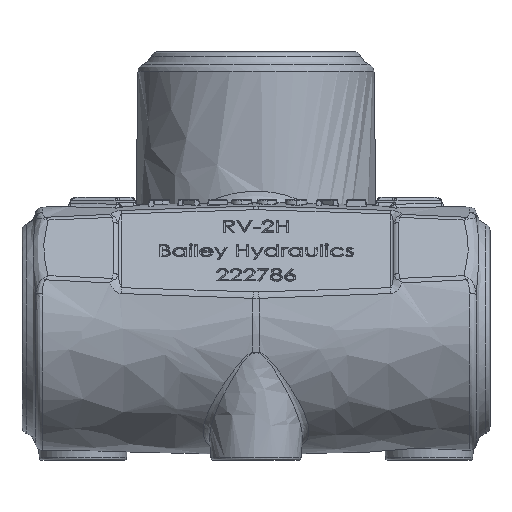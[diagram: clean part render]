
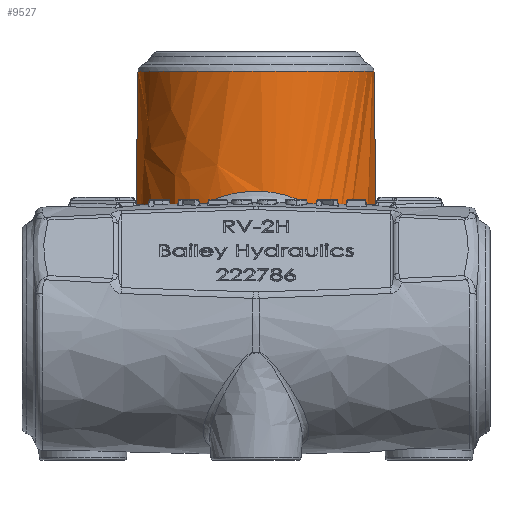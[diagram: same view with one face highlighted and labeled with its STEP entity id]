
A CAD part, front view. The second image highlights one B-rep face of the part: STEP entity #9527.
In plain terms, the highlighted free-form (B-spline) face has degree [2, 1] with [5, 2] control points.
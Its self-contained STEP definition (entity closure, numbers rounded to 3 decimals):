
#9286 = VERTEX_POINT('',#9287);
#9287 = CARTESIAN_POINT('',(26.903,38.41,
    15.299));
#9300 = VERTEX_POINT('',#9301);
#9301 = CARTESIAN_POINT('',(-26.903,38.41,
    15.299));
#9312 = EDGE_CURVE('',#9300,#9286,#9313,.T.);
#9313 = B_SPLINE_CURVE_WITH_KNOTS('',3,(#9314,#9315,#9316,#9317,#9318,
    #9319,#9320,#9321,#9322,#9323,#9324,#9325,#9326,#9327,#9328,#9329,
    #9330,#9331,#9332,#9333,#9334,#9335,#9336,#9337,#9338,#9339,#9340,
    #9341,#9342,#9343,#9344,#9345,#9346,#9347,#9348,#9349,#9350,#9351,
    #9352,#9353,#9354,#9355,#9356,#9357,#9358,#9359,#9360,#9361,#9362,
    #9363),.UNSPECIFIED.,.F.,.F.,(4,2,2,2,2,2,2,2,2,2,2,2,2,2,2,2,2,2,2,
    2,2,2,2,2,4),(0.16,0.168,0.169,
    0.17,0.171,0.171,0.171,
    0.175,0.177,0.179,0.182,
    0.184,0.186,0.188,0.189,
    0.19,0.193,0.195,0.197,
    0.201,0.204,0.208,0.21,
    0.212,0.219),.UNSPECIFIED.);
#9314 = CARTESIAN_POINT('',(-26.903,38.41,
    15.299));
#9315 = CARTESIAN_POINT('',(-25.9,36.357,
    17.528));
#9316 = CARTESIAN_POINT('',(-24.648,34.38,
    19.7));
#9317 = CARTESIAN_POINT('',(-22.69,32.012,
    22.308));
#9318 = CARTESIAN_POINT('',(-22.279,31.544,
    22.825));
#9319 = CARTESIAN_POINT('',(-21.633,30.855,
    23.585));
#9320 = CARTESIAN_POINT('',(-21.413,30.628,
    23.836));
#9321 = CARTESIAN_POINT('',(-21.076,30.29,
    24.209));
#9322 = CARTESIAN_POINT('',(-20.962,30.178,
    24.333));
#9323 = CARTESIAN_POINT('',(-20.79,30.011,
    24.517));
#9324 = CARTESIAN_POINT('',(-20.73,29.953,
    24.581));
#9325 = CARTESIAN_POINT('',(-20.611,29.84,
    24.706));
#9326 = CARTESIAN_POINT('',(-20.551,29.784,
    24.769));
#9327 = CARTESIAN_POINT('',(-19.532,28.827,
    25.826));
#9328 = CARTESIAN_POINT('',(-18.495,27.973,
    26.772));
#9329 = CARTESIAN_POINT('',(-16.807,26.771,
    28.104));
#9330 = CARTESIAN_POINT('',(-16.221,26.384,
    28.533));
#9331 = CARTESIAN_POINT('',(-15.001,25.638,
    29.36));
#9332 = CARTESIAN_POINT('',(-14.368,25.282,
    29.755));
#9333 = CARTESIAN_POINT('',(-12.415,24.276,
    30.871));
#9334 = CARTESIAN_POINT('',(-11.035,23.684,
    31.528));
#9335 = CARTESIAN_POINT('',(-8.823,22.939,
    32.356));
#9336 = CARTESIAN_POINT('',(-8.063,22.715,
    32.604));
#9337 = CARTESIAN_POINT('',(-6.526,22.33,
    33.033));
#9338 = CARTESIAN_POINT('',(-5.746,22.166,
    33.215));
#9339 = CARTESIAN_POINT('',(-4.159,21.9,
    33.51));
#9340 = CARTESIAN_POINT('',(-3.354,21.798,
    33.624));
#9341 = CARTESIAN_POINT('',(-2.124,21.693,
    33.74));
#9342 = CARTESIAN_POINT('',(-1.71,21.667,
    33.77));
#9343 = CARTESIAN_POINT('',(-0.886,21.631,
    33.809));
#9344 = CARTESIAN_POINT('',(-0.476,21.622,
    33.82));
#9345 = CARTESIAN_POINT('',(1.572,21.617,
    33.825));
#9346 = CARTESIAN_POINT('',(3.191,21.747,
    33.68));
#9347 = CARTESIAN_POINT('',(5.592,22.136,
    33.248));
#9348 = CARTESIAN_POINT('',(6.391,22.3,
    33.066));
#9349 = CARTESIAN_POINT('',(7.937,22.681,
    32.643));
#9350 = CARTESIAN_POINT('',(8.689,22.898,
    32.401));
#9351 = CARTESIAN_POINT('',(10.884,23.626,
    31.593));
#9352 = CARTESIAN_POINT('',(12.27,24.21,
    30.945));
#9353 = CARTESIAN_POINT('',(14.904,25.55,
    29.457));
#9354 = CARTESIAN_POINT('',(16.115,26.288,
    28.639));
#9355 = CARTESIAN_POINT('',(18.366,27.873,
    26.883));
#9356 = CARTESIAN_POINT('',(19.406,28.72,25.945
    ));
#9357 = CARTESIAN_POINT('',(20.854,30.063,
    24.459));
#9358 = CARTESIAN_POINT('',(21.316,30.522,
    23.953));
#9359 = CARTESIAN_POINT('',(22.194,31.449,
    22.929));
#9360 = CARTESIAN_POINT('',(22.611,31.92,
    22.41));
#9361 = CARTESIAN_POINT('',(24.599,34.305,
    19.782));
#9362 = CARTESIAN_POINT('',(25.877,36.312,
    17.577));
#9363 = CARTESIAN_POINT('',(26.903,38.41,
    15.299));
#9527 = ADVANCED_FACE('',(#9528),#9569,.T.);
#9528 = FACE_BOUND('',#9529,.T.);
#9529 = EDGE_LOOP('',(#9530,#9539,#9549,#9556,#9562,#9563));
#9530 = ORIENTED_EDGE('',*,*,#9531,.F.);
#9531 = EDGE_CURVE('',#9532,#9534,#9536,.T.);
#9532 = VERTEX_POINT('',#9533);
#9533 = CARTESIAN_POINT('',(29.018,51.081,
    63.292));
#9534 = VERTEX_POINT('',#9535);
#9535 = CARTESIAN_POINT('',(29.738,51.081,
    15.299));
#9536 = B_SPLINE_CURVE_WITH_KNOTS('',1,(#9537,#9538),.UNSPECIFIED.,.F.,
  .F.,(2,2),(3.592,39.393),.PIECEWISE_BEZIER_KNOTS.);
#9537 = CARTESIAN_POINT('',(29.018,51.081,
    63.292));
#9538 = CARTESIAN_POINT('',(29.738,51.081,
    15.299));
#9539 = ORIENTED_EDGE('',*,*,#9540,.T.);
#9540 = EDGE_CURVE('',#9532,#9541,#9543,.T.);
#9541 = VERTEX_POINT('',#9542);
#9542 = CARTESIAN_POINT('',(-29.018,51.081,
    63.292));
#9543 = ( BOUNDED_CURVE() B_SPLINE_CURVE(2,(#9544,#9545,#9546,#9547,
#9548),.UNSPECIFIED.,.F.,.F.) B_SPLINE_CURVE_WITH_KNOTS((3,2,3),(
    3.142,4.712,6.283),
.PIECEWISE_BEZIER_KNOTS.) CURVE() GEOMETRIC_REPRESENTATION_ITEM() 
RATIONAL_B_SPLINE_CURVE((1.,0.707,1.,0.707,1.)) 
REPRESENTATION_ITEM('') );
#9544 = CARTESIAN_POINT('',(29.018,51.081,
    63.292));
#9545 = CARTESIAN_POINT('',(29.018,22.063,
    63.292));
#9546 = CARTESIAN_POINT('',(0.,22.063,
    63.292));
#9547 = CARTESIAN_POINT('',(-29.018,22.063,
    63.292));
#9548 = CARTESIAN_POINT('',(-29.018,51.081,
    63.292));
#9549 = ORIENTED_EDGE('',*,*,#9550,.T.);
#9550 = EDGE_CURVE('',#9541,#9551,#9553,.T.);
#9551 = VERTEX_POINT('',#9552);
#9552 = CARTESIAN_POINT('',(-29.738,51.081,
    15.299));
#9553 = B_SPLINE_CURVE_WITH_KNOTS('',1,(#9554,#9555),.UNSPECIFIED.,.F.,
  .F.,(2,2),(3.592,39.393),.PIECEWISE_BEZIER_KNOTS.);
#9554 = CARTESIAN_POINT('',(-29.018,51.081,
    63.292));
#9555 = CARTESIAN_POINT('',(-29.738,51.081,
    15.299));
#9556 = ORIENTED_EDGE('',*,*,#9557,.T.);
#9557 = EDGE_CURVE('',#9551,#9300,#9558,.T.);
#9558 = ( BOUNDED_CURVE() B_SPLINE_CURVE(2,(#9559,#9560,#9561),
.UNSPECIFIED.,.F.,.F.) B_SPLINE_CURVE_WITH_KNOTS((3,3),(3.142,
3.582),.PIECEWISE_BEZIER_KNOTS.) CURVE() 
GEOMETRIC_REPRESENTATION_ITEM() RATIONAL_B_SPLINE_CURVE((1.,
0.976,1.)) REPRESENTATION_ITEM('') );
#9559 = CARTESIAN_POINT('',(-29.738,51.081,
    15.299));
#9560 = CARTESIAN_POINT('',(-29.738,44.428,
    15.299));
#9561 = CARTESIAN_POINT('',(-26.903,38.41,
    15.299));
#9562 = ORIENTED_EDGE('',*,*,#9312,.T.);
#9563 = ORIENTED_EDGE('',*,*,#9564,.T.);
#9564 = EDGE_CURVE('',#9286,#9534,#9565,.T.);
#9565 = ( BOUNDED_CURVE() B_SPLINE_CURVE(2,(#9566,#9567,#9568),
.UNSPECIFIED.,.F.,.F.) B_SPLINE_CURVE_WITH_KNOTS((3,3),(5.843,
6.283),.PIECEWISE_BEZIER_KNOTS.) CURVE() 
GEOMETRIC_REPRESENTATION_ITEM() RATIONAL_B_SPLINE_CURVE((1.,
0.976,1.)) REPRESENTATION_ITEM('') );
#9566 = CARTESIAN_POINT('',(26.903,38.41,
    15.299));
#9567 = CARTESIAN_POINT('',(29.738,44.428,
    15.299));
#9568 = CARTESIAN_POINT('',(29.738,51.081,
    15.299));
#9569 = ( BOUNDED_SURFACE() B_SPLINE_SURFACE(2,1,(
    (#9570,#9571)
    ,(#9572,#9573)
    ,(#9574,#9575)
    ,(#9576,#9577)
    ,(#9578,#9579
)),.UNSPECIFIED.,.F.,.F.,.F.) B_SPLINE_SURFACE_WITH_KNOTS((3,2,3),(2,2),
  (3.142,4.712,6.283),(3.592,
    39.393),.PIECEWISE_BEZIER_KNOTS.) 
GEOMETRIC_REPRESENTATION_ITEM() RATIONAL_B_SPLINE_SURFACE((
    (1.,1.)
    ,(0.707,0.707)
    ,(1.,1.)
    ,(0.707,0.707)
,(1.,1.))) REPRESENTATION_ITEM('') SURFACE() );
#9570 = CARTESIAN_POINT('',(29.018,51.081,
    63.292));
#9571 = CARTESIAN_POINT('',(29.738,51.081,
    15.299));
#9572 = CARTESIAN_POINT('',(29.018,22.063,
    63.292));
#9573 = CARTESIAN_POINT('',(29.738,21.343,
    15.299));
#9574 = CARTESIAN_POINT('',(0.,22.063,
    63.292));
#9575 = CARTESIAN_POINT('',(0.,21.343,
    15.299));
#9576 = CARTESIAN_POINT('',(-29.018,22.063,
    63.292));
#9577 = CARTESIAN_POINT('',(-29.738,21.343,
    15.299));
#9578 = CARTESIAN_POINT('',(-29.018,51.081,
    63.292));
#9579 = CARTESIAN_POINT('',(-29.738,51.081,
    15.299));
